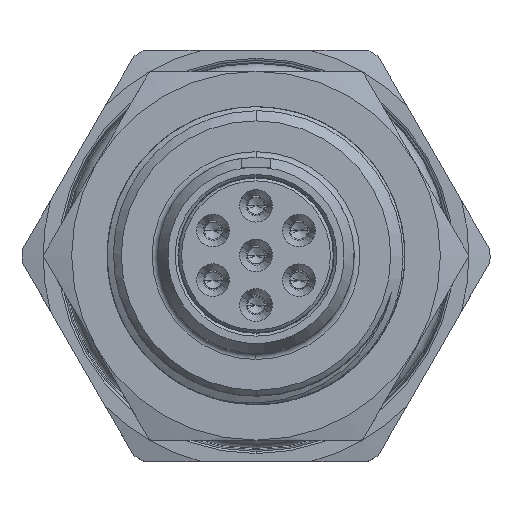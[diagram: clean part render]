
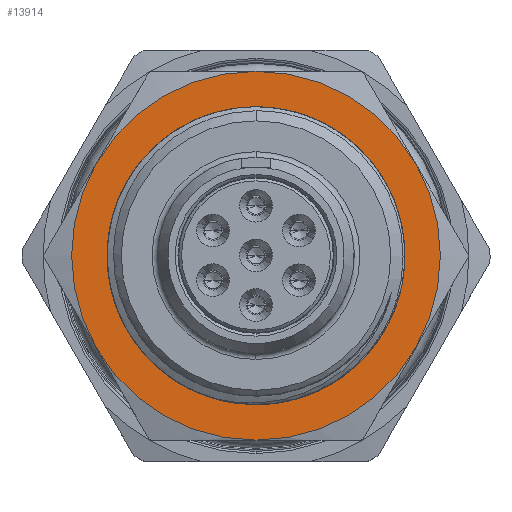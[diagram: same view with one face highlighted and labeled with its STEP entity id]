
A CAD part, top view. The second image highlights one B-rep face of the part: STEP entity #13914.
In plain terms, the highlighted planar face has unit normal (0, 0, 1).
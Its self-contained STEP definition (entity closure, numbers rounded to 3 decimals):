
#1693=CARTESIAN_POINT('',(1.78,10.297,-3.6));
#1694=CARTESIAN_POINT('',(2.094,10.252,-3.6));
#1695=CARTESIAN_POINT('',(2.716,10.132,-3.6));
#1696=CARTESIAN_POINT('',(3.324,9.956,-3.6));
#1697=CARTESIAN_POINT('',(3.625,9.854,-3.6));
#1771=CARTESIAN_POINT('',(10.432,-0.607,-3.6));
#1772=CARTESIAN_POINT('',(10.423,-0.896,-3.6));
#1773=CARTESIAN_POINT('',(10.377,-1.486,-3.6));
#1774=CARTESIAN_POINT('',(10.211,-2.428,-3.6));
#1775=CARTESIAN_POINT('',(9.955,-3.354,-3.6));
#1776=CARTESIAN_POINT('',(9.609,-4.258,-3.6));
#1777=CARTESIAN_POINT('',(9.179,-5.128,-3.6));
#1778=CARTESIAN_POINT('',(8.668,-5.952,-3.6));
#1779=CARTESIAN_POINT('',(8.082,-6.725,-3.6));
#1780=CARTESIAN_POINT('',(7.425,-7.439,-3.6));
#1781=CARTESIAN_POINT('',(6.705,-8.086,-3.6));
#1782=CARTESIAN_POINT('',(5.933,-8.658,-3.6));
#1783=CARTESIAN_POINT('',(5.113,-9.151,-3.6));
#1784=CARTESIAN_POINT('',(4.574,-9.409,-3.6));
#1785=CARTESIAN_POINT('',(4.303,-9.523,-3.6));
#1787=CARTESIAN_POINT('',(0.,0.,-3.6));
#1788=DIRECTION('',(0.,0.,1.));
#1789=DIRECTION('',(0.866,-0.5,0.));
#1790=AXIS2_PLACEMENT_3D('',#1787,#1788,#1789);
#1792=CARTESIAN_POINT('',(11.258,6.5,-3.6));
#1824=CARTESIAN_POINT('',(0.,0.,-3.6));
#1825=DIRECTION('',(0.,0.,1.));
#1826=DIRECTION('',(0.866,0.5,0.));
#1827=AXIS2_PLACEMENT_3D('',#1824,#1825,#1826);
#1829=CARTESIAN_POINT('',(0.,13.,
-3.6));
#1850=CARTESIAN_POINT('',(0.,0.,-3.6));
#1851=DIRECTION('',(0.,0.,1.));
#1852=DIRECTION('',(0.,1.,0.));
#1853=AXIS2_PLACEMENT_3D('',#1850,#1851,#1852);
#1855=CARTESIAN_POINT('',(-11.258,6.5,
-3.6));
#1865=CARTESIAN_POINT('',(0.,0.,-3.6));
#1866=DIRECTION('',(0.,0.,1.));
#1867=DIRECTION('',(-0.866,0.5,0.));
#1868=AXIS2_PLACEMENT_3D('',#1865,#1866,#1867);
#1870=CARTESIAN_POINT('',(-11.258,-6.5,
-3.6));
#1902=CARTESIAN_POINT('',(0.,0.,-3.6));
#1903=DIRECTION('',(0.,0.,-1.));
#1904=DIRECTION('',(0.,-1.,0.));
#1905=AXIS2_PLACEMENT_3D('',#1902,#1903,#1904);
#1907=CARTESIAN_POINT('',(0.,-13.,
-3.6));
#1928=CARTESIAN_POINT('',(0.,0.,-3.6));
#1929=DIRECTION('',(0.,0.,-1.));
#1930=DIRECTION('',(0.866,-0.5,0.));
#1931=AXIS2_PLACEMENT_3D('',#1928,#1929,#1930);
#1933=CARTESIAN_POINT('',(11.258,-6.5,
-3.6));
#2800=CARTESIAN_POINT('',(8.252,6.493,-3.6));
#2801=CARTESIAN_POINT('',(8.442,6.237,-3.6));
#2802=CARTESIAN_POINT('',(8.798,5.712,-3.6));
#2803=CARTESIAN_POINT('',(9.103,5.159,-3.6));
#2804=CARTESIAN_POINT('',(9.243,4.875,-3.6));
#3139=CARTESIAN_POINT('',(0.,0.,-3.6));
#3140=DIRECTION('',(0.,0.,-1.));
#3141=DIRECTION('',(0.885,0.466,0.));
#3142=AXIS2_PLACEMENT_3D('',#3139,#3140,#3141);
#3297=CARTESIAN_POINT('',(0.,0.,-3.6));
#3298=DIRECTION('',(0.,0.,-1.));
#3299=DIRECTION('',(0.412,-0.911,0.));
#3300=AXIS2_PLACEMENT_3D('',#3297,#3298,#3299);
#10093=CARTESIAN_POINT('',(0.,0.,-3.6));
#10094=DIRECTION('',(0.,0.,1.));
#10095=DIRECTION('',(0.786,0.618,0.));
#10096=AXIS2_PLACEMENT_3D('',#10093,#10094,#10095);
#11036=VERTEX_POINT('',#1792);
#11039=VERTEX_POINT('',#1829);
#11042=VERTEX_POINT('',#1855);
#11054=VERTEX_POINT('',#1870);
#11057=VERTEX_POINT('',#1907);
#11060=VERTEX_POINT('',#1933);
#11075=VERTEX_POINT('',#1771);
#11076=VERTEX_POINT('',#1785);
#11089=VERTEX_POINT('',#2800);
#11090=VERTEX_POINT('',#2804);
#11094=VERTEX_POINT('',#1693);
#11095=VERTEX_POINT('',#1697);
#13882=CARTESIAN_POINT('',(0.,0.,-3.6));
#13883=DIRECTION('',(0.,0.,1.));
#13884=DIRECTION('',(-1.,0.,0.));
#13885=AXIS2_PLACEMENT_3D('',#13882,#13883,#13884);
#13886=PLANE('511',#13885);
#13888=ORIENTED_EDGE('1911',*,*,#13887,.F.);
#13890=ORIENTED_EDGE('1906',*,*,#13889,.T.);
#13892=ORIENTED_EDGE('1907',*,*,#13891,.T.);
#13894=ORIENTED_EDGE('1910',*,*,#13893,.F.);
#13896=ORIENTED_EDGE('1903',*,*,#13895,.F.);
#13898=ORIENTED_EDGE('1902',*,*,#13897,.F.);
#13899=EDGE_LOOP('511',(#13888,#13890,#13892,#13894,#13896,#13898));
#13900=FACE_OUTER_BOUND('511',#13899,.F.);
#13902=ORIENTED_EDGE('1959',*,*,#13901,.F.);
#13904=ORIENTED_EDGE('1967',*,*,#13903,.T.);
#13905=ORIENTED_EDGE('1963',*,*,#13850,.F.);
#13907=ORIENTED_EDGE('1997',*,*,#13906,.F.);
#13909=ORIENTED_EDGE('1940',*,*,#13908,.F.);
#13911=ORIENTED_EDGE('1992',*,*,#13910,.F.);
#13912=EDGE_LOOP('511',(#13902,#13904,#13905,#13907,#13909,#13911));
#13913=FACE_BOUND('511',#13912,.F.);
#1698=B_SPLINE_CURVE_WITH_KNOTS('1963',3,(#1693,#1694,#1695,#1696,#1697),
.UNSPECIFIED.,.F.,.F.,(4,1,4),(0.,0.5,1.),.UNSPECIFIED.);
#1786=B_SPLINE_CURVE_WITH_KNOTS('1940',3,(#1771,#1772,#1773,#1774,#1775,#1776,
#1777,#1778,#1779,#1780,#1781,#1782,#1783,#1784,#1785),.UNSPECIFIED.,.F.,.F.,(4,
1,1,1,1,1,1,1,1,1,1,1,4),(0.,0.083,0.167,0.25,
0.333,0.417,0.5,0.583,0.667,
0.75,0.833,0.917,1.),.UNSPECIFIED.);
#1791=CIRCLE('1911',#1790,13.);
#1828=CIRCLE('1902',#1827,13.);
#1854=CIRCLE('1903',#1853,13.);
#1869=CIRCLE('1910',#1868,13.);
#1906=CIRCLE('1907',#1905,13.);
#1932=CIRCLE('1906',#1931,13.);
#2805=B_SPLINE_CURVE_WITH_KNOTS('1959',3,(#2800,#2801,#2802,#2803,#2804),
.UNSPECIFIED.,.F.,.F.,(4,1,4),(0.,0.5,1.),.UNSPECIFIED.);
#3143=CIRCLE('1992',#3142,10.45);
#3301=CIRCLE('1997',#3300,10.45);
#10097=CIRCLE('1967',#10096,10.5);
#13850=EDGE_CURVE('1963',#11094,#11095,#1698,.T.);
#13887=EDGE_CURVE('1911',#11060,#11036,#1791,.T.);
#13889=EDGE_CURVE('1906',#11060,#11057,#1932,.T.);
#13891=EDGE_CURVE('1907',#11057,#11054,#1906,.T.);
#13893=EDGE_CURVE('1910',#11042,#11054,#1869,.T.);
#13895=EDGE_CURVE('1903',#11039,#11042,#1854,.T.);
#13897=EDGE_CURVE('1902',#11036,#11039,#1828,.T.);
#13901=EDGE_CURVE('1959',#11089,#11090,#2805,.T.);
#13903=EDGE_CURVE('1967',#11089,#11095,#10097,.T.);
#13906=EDGE_CURVE('1997',#11076,#11094,#3301,.T.);
#13908=EDGE_CURVE('1940',#11075,#11076,#1786,.T.);
#13910=EDGE_CURVE('1992',#11090,#11075,#3143,.T.);
#13914=ADVANCED_FACE('511',(#13900,#13913),#13886,.T.);
